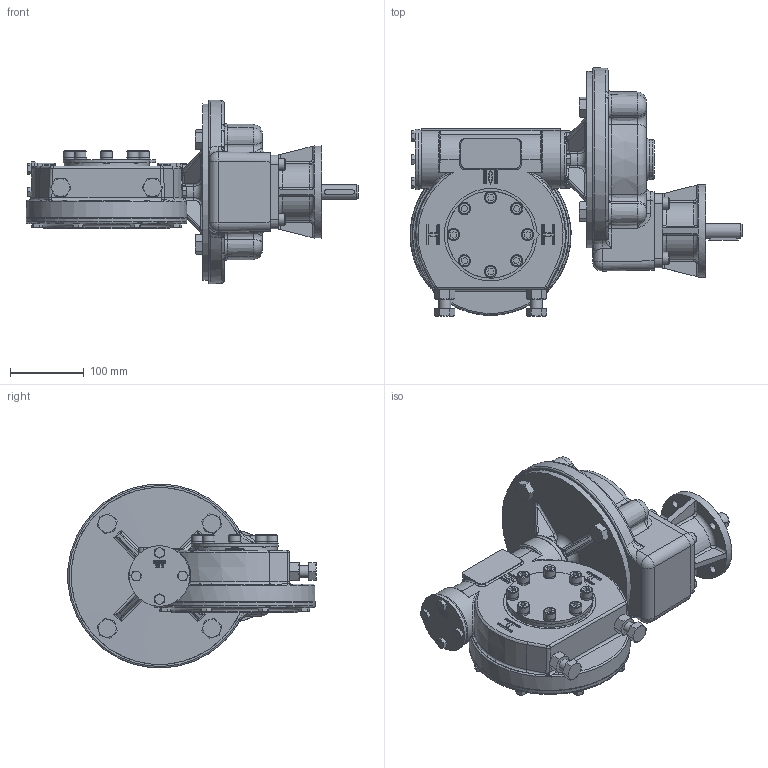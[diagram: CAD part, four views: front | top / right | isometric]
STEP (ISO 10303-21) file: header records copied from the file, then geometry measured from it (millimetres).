
FILE_DESCRIPTION(/* description */ ('Unknown'),/* implementation_level */ '2;1');
FILE_NAME(/* name */ 'PUB-IW4-IR1L simplified',/* time_stamp */ '2021-04-29T13:01:53+01:00',/* author */ ('Unknown'),/* organization */ ('Unknown'),/* preprocessor_version */ 'ST-DEVELOPER v16.7',/* originating_system */ 'Solid Edge',/* authorisation */ 'Unknown');
FILE_SCHEMA (('AUTOMOTIVE_DESIGN {1 0 10303 214 3 1 1}'));
Products named in the file (1): PUB-IW4-IR1L simplified
Bounding box: 448.76 x 335.46 x 248.3 mm (x, y, z)
Volume: 4239484.4 mm3; surface area: 929263.9 mm2
Topology: 61 solids, 61 shells, 2933 faces, 7203 edges, 4498 vertices
Faces by surface type: plane 1533, cylinder 455, bspline 383, cone 308, torus 220, sphere 34
Full cylindrical faces by diameter (mm): 6.8 x16, 8 x24, 8.1 x8, 8.376 x16, 8.5 x16, 10 x19, 10.5 x16, 10.7 x8, 11 x8, 13.835 x8, 13.97 x1, 14 x4, 16 x18, 16.5 x4, 16.6 x8, 18 x1, 20 x1, 20.5 x1, 21 x1, 30 x4, 34 x2, 35.105 x1, 36.5 x1, 37 x1, 42 x2, 44.5 x1, 44.6 x1, 45 x1, 50 x6, 62 x2
Entity records: 106707 total; most frequent: CARTESIAN_POINT 29810, ORIENTED_EDGE 13060, DIRECTION 10661, EDGE_CURVE 6530, VERTEX_POINT 4340, AXIS2_PLACEMENT_3D 4265, FACE_BOUND 3702, EDGE_LOOP 3684
